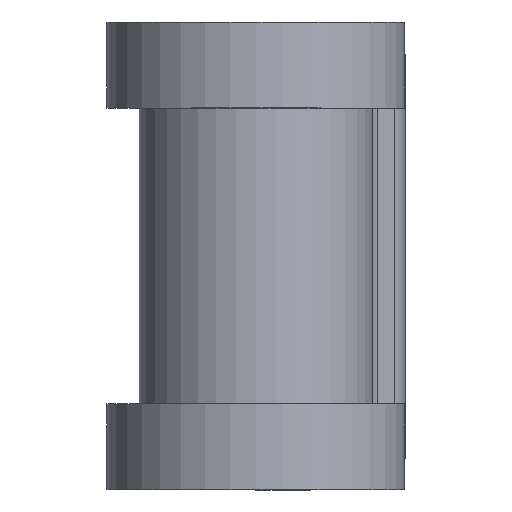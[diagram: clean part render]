
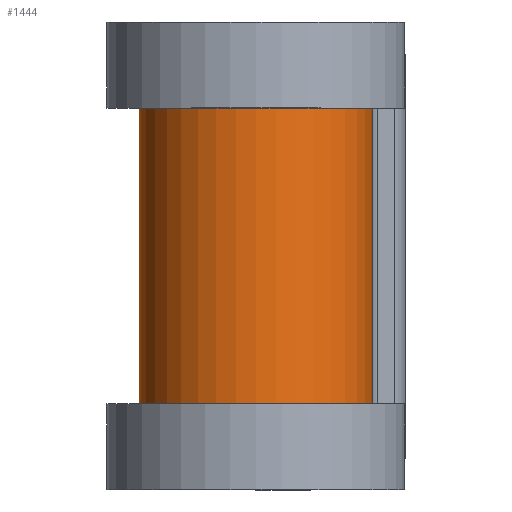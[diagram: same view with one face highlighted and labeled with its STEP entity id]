
A CAD part, top view. The second image highlights one B-rep face of the part: STEP entity #1444.
In plain terms, the highlighted cylindrical face has radius 5.512 mm (diameter 11.024 mm), a partial arc.
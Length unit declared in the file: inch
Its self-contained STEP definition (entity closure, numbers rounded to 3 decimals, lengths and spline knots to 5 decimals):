
#113 = EDGE_CURVE ( 'NONE', #645, #1413, #1024, .T. ) ;
#115 = LINE ( 'NONE', #144, #1080 ) ;
#144 = CARTESIAN_POINT ( 'NONE',  ( 0., 0.375, -0.217 ) ) ;
#303 = CARTESIAN_POINT ( 'NONE',  ( 0., 0.275, -0.217 ) ) ;
#313 = DIRECTION ( 'NONE',  ( 0., -1., 0. ) ) ;
#376 = DIRECTION ( 'NONE',  ( 0., -1., 0. ) ) ;
#418 = CARTESIAN_POINT ( 'NONE',  ( 0., -0.275, -0.217 ) ) ;
#433 = DIRECTION ( 'NONE',  ( 0., 0., -1. ) ) ;
#470 = AXIS2_PLACEMENT_3D ( 'NONE', #951, #313, #433 ) ;
#491 = ORIENTED_EDGE ( 'NONE', *, *, #113, .F. ) ;
#560 = EDGE_CURVE ( 'NONE', #645, #1382, #840, .T. ) ;
#580 = DIRECTION ( 'NONE',  ( 0., -1., 0. ) ) ;
#595 = CIRCLE ( 'NONE', #1099, 0.217 ) ;
#615 = EDGE_CURVE ( 'NONE', #1382, #1332, #115, .T. ) ;
#621 = CARTESIAN_POINT ( 'NONE',  ( 0., 0.275, 0. ) ) ;
#645 = VERTEX_POINT ( 'NONE', #1050 ) ;
#667 = ORIENTED_EDGE ( 'NONE', *, *, #907, .F. ) ;
#696 = CARTESIAN_POINT ( 'NONE',  ( 0.217, 0.375, 0. ) ) ;
#840 = CIRCLE ( 'NONE', #974, 0.217 ) ;
#901 = DIRECTION ( 'NONE',  ( 0., -1., 0. ) ) ;
#907 = EDGE_CURVE ( 'NONE', #1413, #1332, #595, .T. ) ;
#917 = DIRECTION ( 'NONE',  ( 0., 0., -1. ) ) ;
#951 = CARTESIAN_POINT ( 'NONE',  ( 0., 0.375, 0. ) ) ;
#974 = AXIS2_PLACEMENT_3D ( 'NONE', #621, #901, #917 ) ;
#1024 = LINE ( 'NONE', #696, #1724 ) ;
#1041 = CARTESIAN_POINT ( 'NONE',  ( 0., -0.275, 0. ) ) ;
#1046 = ORIENTED_EDGE ( 'NONE', *, *, #615, .T. ) ;
#1050 = CARTESIAN_POINT ( 'NONE',  ( 0.217, 0.275, 0. ) ) ;
#1080 = VECTOR ( 'NONE', #376, 39.37008 ) ;
#1099 = AXIS2_PLACEMENT_3D ( 'NONE', #1041, #1177, #1326 ) ;
#1177 = DIRECTION ( 'NONE',  ( 0., -1., 0. ) ) ;
#1326 = DIRECTION ( 'NONE',  ( 0., 0., -1. ) ) ;
#1332 = VERTEX_POINT ( 'NONE', #418 ) ;
#1382 = VERTEX_POINT ( 'NONE', #303 ) ;
#1413 = VERTEX_POINT ( 'NONE', #1514 ) ;
#1444 = ADVANCED_FACE ( 'NONE', ( #1595 ), #1505, .T. ) ;
#1505 = CYLINDRICAL_SURFACE ( 'NONE', #470, 0.217 ) ;
#1514 = CARTESIAN_POINT ( 'NONE',  ( 0.217, -0.275, 0. ) ) ;
#1595 = FACE_OUTER_BOUND ( 'NONE', #1753, .T. ) ;
#1691 = ORIENTED_EDGE ( 'NONE', *, *, #560, .T. ) ;
#1724 = VECTOR ( 'NONE', #580, 39.37008 ) ;
#1753 = EDGE_LOOP ( 'NONE', ( #491, #1691, #1046, #667 ) ) ;
